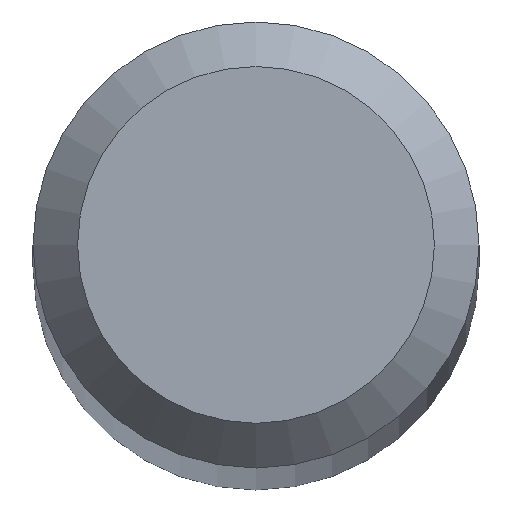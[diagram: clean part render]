
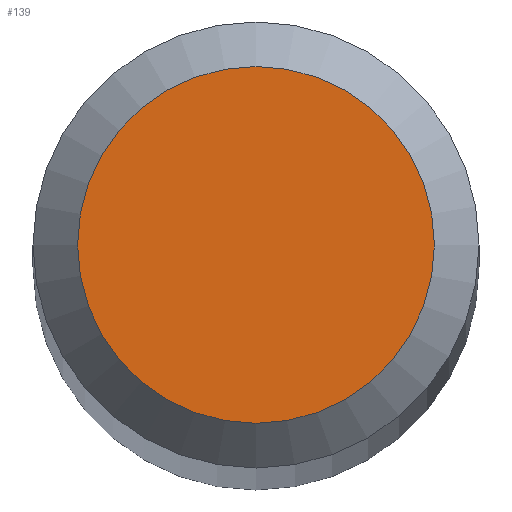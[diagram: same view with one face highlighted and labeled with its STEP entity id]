
A CAD part, top view. The second image highlights one B-rep face of the part: STEP entity #139.
In plain terms, the highlighted planar face has unit normal (0, 0, 1).
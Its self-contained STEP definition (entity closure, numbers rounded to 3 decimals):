
#2 = CARTESIAN_POINT ( 'NONE',  ( 0., 0., 30. ) ) ;
#10 = PLANE ( 'NONE',  #25 ) ;
#16 = VERTEX_POINT ( 'NONE', #66 ) ;
#20 = CIRCLE ( 'NONE', #192, 0.4 ) ;
#25 = AXIS2_PLACEMENT_3D ( 'NONE', #226, #144, #242 ) ;
#49 = DIRECTION ( 'NONE',  ( 0., 1., 0. ) ) ;
#66 = CARTESIAN_POINT ( 'NONE',  ( 0., 0.4, 30. ) ) ;
#84 = FACE_OUTER_BOUND ( 'NONE', #238, .T. ) ;
#99 = ORIENTED_EDGE ( 'NONE', *, *, #209, .F. ) ;
#126 = DIRECTION ( 'NONE',  ( 0., 0., -1. ) ) ;
#139 = ADVANCED_FACE ( 'NONE', ( #84 ), #10, .F. ) ;
#144 = DIRECTION ( 'NONE',  ( 0., 0., -1. ) ) ;
#192 = AXIS2_PLACEMENT_3D ( 'NONE', #2, #126, #49 ) ;
#209 = EDGE_CURVE ( 'NONE', #16, #16, #20, .T. ) ;
#226 = CARTESIAN_POINT ( 'NONE',  ( 0., 0., 30. ) ) ;
#238 = EDGE_LOOP ( 'NONE', ( #99 ) ) ;
#242 = DIRECTION ( 'NONE',  ( 0., 1., 0. ) ) ;
